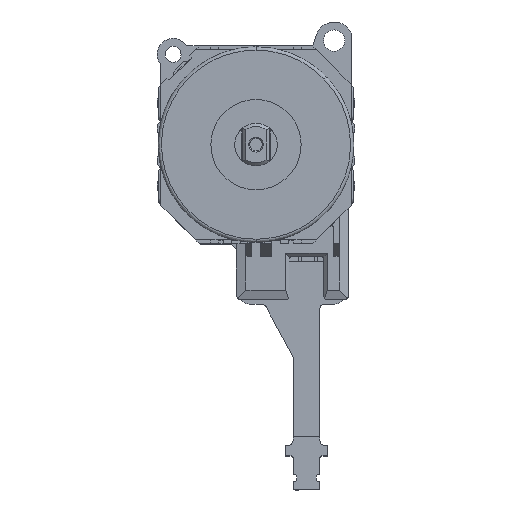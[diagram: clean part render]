
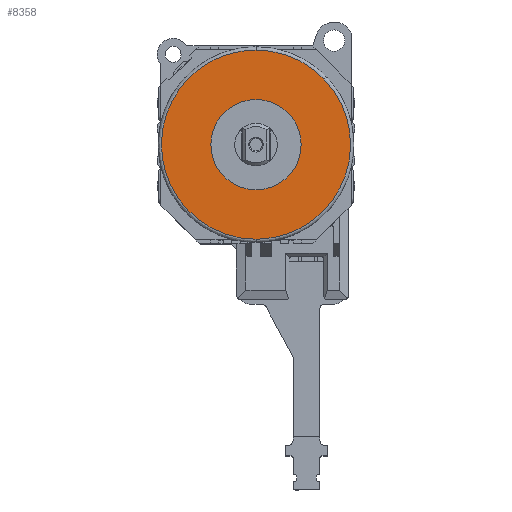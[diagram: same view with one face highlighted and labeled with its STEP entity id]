
A CAD part, top view. The second image highlights one B-rep face of the part: STEP entity #8358.
In plain terms, the highlighted face is planar.
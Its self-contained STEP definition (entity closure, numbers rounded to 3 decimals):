
#1077 =( BOUNDED_CURVE ( )  B_SPLINE_CURVE ( 3, ( #1575, #1570, #1584, #1585 ),
 .UNSPECIFIED., .F., .F. ) 
 B_SPLINE_CURVE_WITH_KNOTS ( ( 4, 4 ),
 ( 0., 1. ),
 .UNSPECIFIED. ) 
 CURVE ( )  GEOMETRIC_REPRESENTATION_ITEM ( )  RATIONAL_B_SPLINE_CURVE ( ( 0.957, 0.319, 0.319, 0.957 ) ) 
 REPRESENTATION_ITEM ( '' )  );
#1079 =( BOUNDED_CURVE ( )  B_SPLINE_CURVE ( 3, ( #1582, #1586, #1589, #1590 ),
 .UNSPECIFIED., .F., .F. ) 
 B_SPLINE_CURVE_WITH_KNOTS ( ( 4, 4 ),
 ( 0., 1. ),
 .UNSPECIFIED. ) 
 CURVE ( )  GEOMETRIC_REPRESENTATION_ITEM ( )  RATIONAL_B_SPLINE_CURVE ( ( 0.957, 0.319, 0.319, 0.957 ) ) 
 REPRESENTATION_ITEM ( '' )  );
#1570 = CARTESIAN_POINT ( 'NONE',  ( 8.9, 17.8, -2.2 ) ) ;
#1575 = CARTESIAN_POINT ( 'NONE',  ( 8.9, 0., -2.2 ) ) ;
#1582 = CARTESIAN_POINT ( 'NONE',  ( -8.9, 0., -2.2 ) ) ;
#1584 = CARTESIAN_POINT ( 'NONE',  ( -8.9, 17.8, -2.2 ) ) ;
#1585 = CARTESIAN_POINT ( 'NONE',  ( -8.9, 0., -2.2 ) ) ;
#1586 = CARTESIAN_POINT ( 'NONE',  ( -8.9, -17.8, -2.2 ) ) ;
#1589 = CARTESIAN_POINT ( 'NONE',  ( 8.9, -17.8, -2.2 ) ) ;
#1590 = CARTESIAN_POINT ( 'NONE',  ( 8.9, 0., -2.2 ) ) ;
#1591 = CARTESIAN_POINT ( 'NONE',  ( 0., 0., -2.2 ) ) ;
#1592 = DIRECTION ( 'NONE',  ( 0., 0., -1. ) ) ;
#1593 = DIRECTION ( 'NONE',  ( -1., 0., 0. ) ) ;
#4242 = CARTESIAN_POINT ( 'NONE',  ( -4.25, 0., -2.2 ) ) ;
#4243 = CARTESIAN_POINT ( 'NONE',  ( 4.25, 0., -2.2 ) ) ;
#5556 = CIRCLE ( 'NONE', #31847, 4.25 ) ;
#6611 = CARTESIAN_POINT ( 'NONE',  ( 0., 0., -2.2 ) ) ;
#6612 = DIRECTION ( 'NONE',  ( 0., 0., -1. ) ) ;
#6613 = DIRECTION ( 'NONE',  ( -1., 0., 0. ) ) ;
#8358 = ADVANCED_FACE ( 'NONE', ( #25014, #25018 ), #25448, .F. ) ;
#9365 = VERTEX_POINT ( 'NONE', #32873 ) ;
#9373 = VERTEX_POINT ( 'NONE', #32881 ) ;
#10840 = EDGE_LOOP ( 'NONE', ( #13706, #13707 ) ) ;
#10846 = EDGE_LOOP ( 'NONE', ( #13704, #13705 ) ) ;
#11901 = EDGE_CURVE ( 'NONE', #9365, #9373, #1077, .T. ) ;
#11903 = EDGE_CURVE ( 'NONE', #9373, #9365, #1079, .T. ) ;
#11904 = EDGE_CURVE ( 'NONE', #14567, #14568, #34155, .T. ) ;
#13704 = ORIENTED_EDGE ( 'NONE', *, *, #11904, .F. ) ;
#13705 = ORIENTED_EDGE ( 'NONE', *, *, #15499, .F. ) ;
#13706 = ORIENTED_EDGE ( 'NONE', *, *, #11901, .F. ) ;
#13707 = ORIENTED_EDGE ( 'NONE', *, *, #11903, .F. ) ;
#14567 = VERTEX_POINT ( 'NONE', #4242 ) ;
#14568 = VERTEX_POINT ( 'NONE', #4243 ) ;
#15499 = EDGE_CURVE ( 'NONE', #14568, #14567, #5556, .T. ) ;
#23762 = AXIS2_PLACEMENT_3D ( 'NONE', #25455, #25456, #25457 ) ;
#25014 = FACE_BOUND ( 'NONE', #10846, .T. ) ;
#25018 = FACE_OUTER_BOUND ( 'NONE', #10840, .T. ) ;
#25448 = PLANE ( 'NONE',  #23762 ) ;
#25455 = CARTESIAN_POINT ( 'NONE',  ( -9.007, -9.007, -2.2 ) ) ;
#25456 = DIRECTION ( 'NONE',  ( 0., 0., 1. ) ) ;
#25457 = DIRECTION ( 'NONE',  ( 1., 0., 0. ) ) ;
#31555 = AXIS2_PLACEMENT_3D ( 'NONE', #1591, #1592, #1593 ) ;
#31847 = AXIS2_PLACEMENT_3D ( 'NONE', #6611, #6612, #6613 ) ;
#32873 = CARTESIAN_POINT ( 'NONE',  ( 8.9, 0., -2.2 ) ) ;
#32881 = CARTESIAN_POINT ( 'NONE',  ( -8.9, 0., -2.2 ) ) ;
#34155 = CIRCLE ( 'NONE', #31555, 4.25 ) ;
